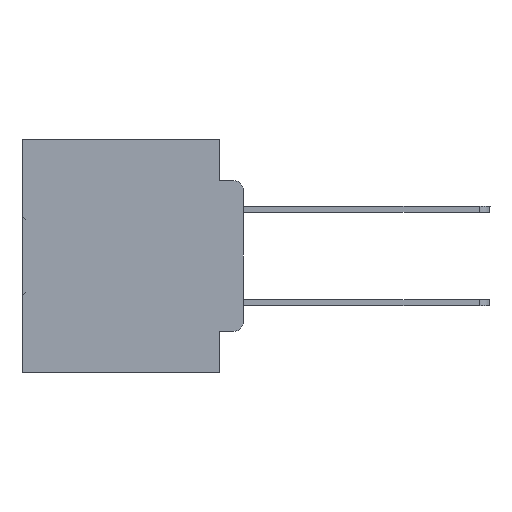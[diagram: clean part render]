
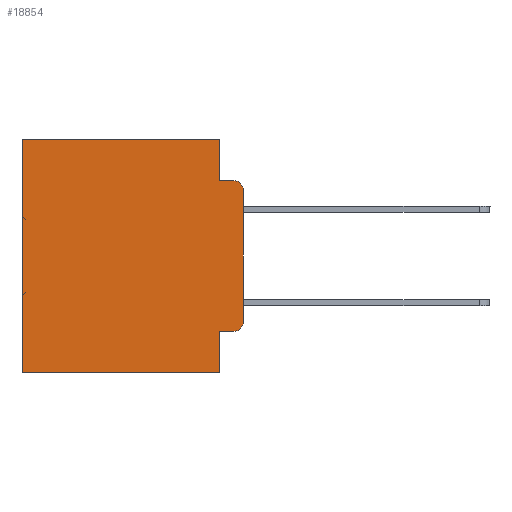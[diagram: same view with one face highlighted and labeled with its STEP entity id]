
A CAD part, left-side view. The second image highlights one B-rep face of the part: STEP entity #18854.
In plain terms, the highlighted planar face has unit normal (-1, 0, 0).
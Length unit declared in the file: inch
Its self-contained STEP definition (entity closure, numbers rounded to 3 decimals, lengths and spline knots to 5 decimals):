
#63 = CARTESIAN_POINT ( 'NONE',  ( 0.298, 0.02, -0.4115 ) ) ;
#320 = VECTOR ( 'NONE', #15555, 39.37008 ) ;
#535 = VERTEX_POINT ( 'NONE', #3771 ) ;
#2011 = VERTEX_POINT ( 'NONE', #27182 ) ;
#2965 = EDGE_CURVE ( 'NONE', #2011, #535, #5756, .T. ) ;
#3247 = VECTOR ( 'NONE', #25902, 39.37008 ) ;
#3771 = CARTESIAN_POINT ( 'NONE',  ( 0.298, 0.473, -0.5 ) ) ;
#3882 = LINE ( 'NONE', #32613, #320 ) ;
#4221 = ORIENTED_EDGE ( 'NONE', *, *, #34437, .T. ) ;
#5360 = LINE ( 'NONE', #28921, #23924 ) ;
#5432 = DIRECTION ( 'NONE',  ( 0., 0., -1. ) ) ;
#5478 = CARTESIAN_POINT ( 'NONE',  ( 0.298, 0.051, 0. ) ) ;
#5756 = LINE ( 'NONE', #34119, #3247 ) ;
#6022 = CARTESIAN_POINT ( 'NONE',  ( 0.298, 0.051, -0.5 ) ) ;
#6026 = LINE ( 'NONE', #26163, #25691 ) ;
#7056 = CARTESIAN_POINT ( 'NONE',  ( 0.298, 0.051, -0.4115 ) ) ;
#7269 = VERTEX_POINT ( 'NONE', #24515 ) ;
#7535 = EDGE_CURVE ( 'NONE', #29314, #27688, #6026, .T. ) ;
#8127 = ORIENTED_EDGE ( 'NONE', *, *, #20467, .F. ) ;
#8619 = DIRECTION ( 'NONE',  ( 0., -1., 0. ) ) ;
#8738 = ORIENTED_EDGE ( 'NONE', *, *, #2965, .T. ) ;
#9004 = AXIS2_PLACEMENT_3D ( 'NONE', #35198, #17956, #26982 ) ;
#9145 = VERTEX_POINT ( 'NONE', #5478 ) ;
#9511 = ORIENTED_EDGE ( 'NONE', *, *, #19496, .T. ) ;
#9693 = LINE ( 'NONE', #12579, #27403 ) ;
#10202 = CIRCLE ( 'NONE', #9004, 0.02 ) ;
#10329 = PLANE ( 'NONE',  #21060 ) ;
#10487 = CARTESIAN_POINT ( 'NONE',  ( 0.298, 0., -0.5 ) ) ;
#10884 = CARTESIAN_POINT ( 'NONE',  ( 0.298, 0., -0.1085 ) ) ;
#10977 = CARTESIAN_POINT ( 'NONE',  ( 0.298, 0.02, -0.3915 ) ) ;
#11081 = ORIENTED_EDGE ( 'NONE', *, *, #7535, .F. ) ;
#11357 = CARTESIAN_POINT ( 'NONE',  ( 0.298, 0.051, 0. ) ) ;
#11391 = EDGE_CURVE ( 'NONE', #36047, #34880, #9693, .T. ) ;
#12579 = CARTESIAN_POINT ( 'NONE',  ( 0.298, 0.051, 0. ) ) ;
#14185 = EDGE_CURVE ( 'NONE', #9145, #15390, #22885, .T. ) ;
#14854 = ORIENTED_EDGE ( 'NONE', *, *, #22982, .T. ) ;
#15390 = VERTEX_POINT ( 'NONE', #16024 ) ;
#15555 = DIRECTION ( 'NONE',  ( 0., 1., 0. ) ) ;
#15902 = DIRECTION ( 'NONE',  ( 1., 0., 0. ) ) ;
#16024 = CARTESIAN_POINT ( 'NONE',  ( 0.298, 0.051, -0.0885 ) ) ;
#16229 = LINE ( 'NONE', #10487, #26580 ) ;
#16613 = VECTOR ( 'NONE', #20554, 39.37008 ) ;
#17695 = DIRECTION ( 'NONE',  ( 0., 0., -1. ) ) ;
#17956 = DIRECTION ( 'NONE',  ( -1., 0., 0. ) ) ;
#18854 = ADVANCED_FACE ( 'NONE', ( #22237 ), #10329, .F. ) ;
#19005 = ORIENTED_EDGE ( 'NONE', *, *, #11391, .F. ) ;
#19496 = EDGE_CURVE ( 'NONE', #9145, #2011, #3882, .T. ) ;
#19891 = CARTESIAN_POINT ( 'NONE',  ( 0.298, 0.051, -0.0885 ) ) ;
#20467 = EDGE_CURVE ( 'NONE', #34880, #535, #16229, .T. ) ;
#20554 = DIRECTION ( 'NONE',  ( 0., 0., -1. ) ) ;
#21060 = AXIS2_PLACEMENT_3D ( 'NONE', #36773, #15902, #27594 ) ;
#21356 = AXIS2_PLACEMENT_3D ( 'NONE', #10977, #22121, #5432 ) ;
#21451 = EDGE_CURVE ( 'NONE', #15390, #7269, #37512, .T. ) ;
#21570 = ORIENTED_EDGE ( 'NONE', *, *, #21451, .F. ) ;
#22070 = CIRCLE ( 'NONE', #21356, 0.02 ) ;
#22121 = DIRECTION ( 'NONE',  ( -1., 0., 0. ) ) ;
#22237 = FACE_OUTER_BOUND ( 'NONE', #25264, .T. ) ;
#22885 = LINE ( 'NONE', #11357, #16613 ) ;
#22982 = EDGE_CURVE ( 'NONE', #29314, #7269, #10202, .T. ) ;
#23547 = CARTESIAN_POINT ( 'NONE',  ( 0.298, 0., -0.3915 ) ) ;
#23924 = VECTOR ( 'NONE', #8619, 39.37008 ) ;
#24515 = CARTESIAN_POINT ( 'NONE',  ( 0.298, 0.02, -0.0885 ) ) ;
#25264 = EDGE_LOOP ( 'NONE', ( #11081, #14854, #21570, #33563, #9511, #8738, #8127, #19005, #4221, #33792 ) ) ;
#25479 = DIRECTION ( 'NONE',  ( 0., -1., 0. ) ) ;
#25691 = VECTOR ( 'NONE', #17695, 39.37008 ) ;
#25902 = DIRECTION ( 'NONE',  ( 0., 0., -1. ) ) ;
#26163 = CARTESIAN_POINT ( 'NONE',  ( 0.298, 0., 0. ) ) ;
#26580 = VECTOR ( 'NONE', #30411, 39.37008 ) ;
#26982 = DIRECTION ( 'NONE',  ( 0., 0., -1. ) ) ;
#27182 = CARTESIAN_POINT ( 'NONE',  ( 0.298, 0.473, 0. ) ) ;
#27403 = VECTOR ( 'NONE', #31335, 39.37008 ) ;
#27594 = DIRECTION ( 'NONE',  ( 0., 0., -1. ) ) ;
#27688 = VERTEX_POINT ( 'NONE', #23547 ) ;
#28625 = VERTEX_POINT ( 'NONE', #63 ) ;
#28921 = CARTESIAN_POINT ( 'NONE',  ( 0.298, 0.051, -0.4115 ) ) ;
#29314 = VERTEX_POINT ( 'NONE', #10884 ) ;
#30411 = DIRECTION ( 'NONE',  ( 0., 1., 0. ) ) ;
#31335 = DIRECTION ( 'NONE',  ( 0., 0., -1. ) ) ;
#32613 = CARTESIAN_POINT ( 'NONE',  ( 0.298, 0., 0. ) ) ;
#32690 = EDGE_CURVE ( 'NONE', #28625, #27688, #22070, .T. ) ;
#33563 = ORIENTED_EDGE ( 'NONE', *, *, #14185, .F. ) ;
#33792 = ORIENTED_EDGE ( 'NONE', *, *, #32690, .T. ) ;
#34119 = CARTESIAN_POINT ( 'NONE',  ( 0.298, 0.473, 0. ) ) ;
#34437 = EDGE_CURVE ( 'NONE', #36047, #28625, #5360, .T. ) ;
#34880 = VERTEX_POINT ( 'NONE', #6022 ) ;
#35198 = CARTESIAN_POINT ( 'NONE',  ( 0.298, 0.02, -0.1085 ) ) ;
#36047 = VERTEX_POINT ( 'NONE', #7056 ) ;
#36773 = CARTESIAN_POINT ( 'NONE',  ( 0.298, 0., 0. ) ) ;
#37512 = LINE ( 'NONE', #19891, #37637 ) ;
#37637 = VECTOR ( 'NONE', #25479, 39.37008 ) ;
